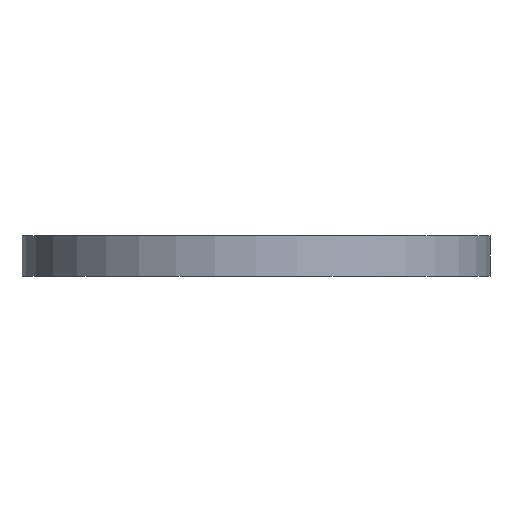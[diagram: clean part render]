
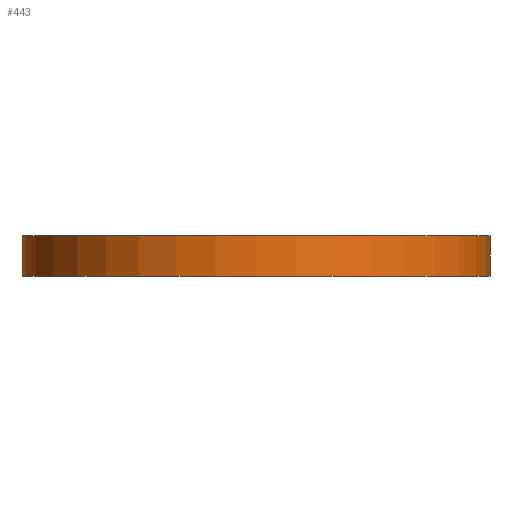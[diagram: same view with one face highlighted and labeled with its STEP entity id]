
A CAD part, front view. The second image highlights one B-rep face of the part: STEP entity #443.
In plain terms, the highlighted cylindrical face has radius 15 mm (diameter 30 mm), a full revolution.
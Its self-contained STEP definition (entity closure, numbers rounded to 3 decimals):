
#109=FACE_OUTER_BOUND('',#150,.T.);
#150=EDGE_LOOP('',(#397,#398,#399,#400));
#175=LINE('',#2409,#195);
#195=VECTOR('',#575,15.);
#201=CIRCLE('',#476,15.);
#206=CIRCLE('',#492,15.);
#219=VERTEX_POINT('',#1006);
#243=VERTEX_POINT('',#2408);
#261=EDGE_CURVE('',#219,#219,#201,.T.);
#296=EDGE_CURVE('',#219,#243,#175,.T.);
#297=EDGE_CURVE('',#243,#243,#206,.T.);
#397=ORIENTED_EDGE('',*,*,#261,.F.);
#398=ORIENTED_EDGE('',*,*,#296,.T.);
#399=ORIENTED_EDGE('',*,*,#297,.T.);
#400=ORIENTED_EDGE('',*,*,#296,.F.);
#415=CYLINDRICAL_SURFACE('',#491,15.);
#443=ADVANCED_FACE('',(#109),#415,.T.);
#476=AXIS2_PLACEMENT_3D('',#1007,#530,#531);
#491=AXIS2_PLACEMENT_3D('',#2407,#573,#574);
#492=AXIS2_PLACEMENT_3D('',#2410,#576,#577);
#530=DIRECTION('center_axis',(0.,0.,1.));
#531=DIRECTION('ref_axis',(1.,0.,0.));
#573=DIRECTION('center_axis',(0.,0.,1.));
#574=DIRECTION('ref_axis',(1.,0.,0.));
#575=DIRECTION('',(0.,0.,-1.));
#576=DIRECTION('center_axis',(0.,0.,1.));
#577=DIRECTION('ref_axis',(1.,0.,0.));
#1006=CARTESIAN_POINT('',(-15.,0.,2.6));
#1007=CARTESIAN_POINT('Origin',(0.,0.,2.6));
#2407=CARTESIAN_POINT('Origin',(0.,0.,0.));
#2408=CARTESIAN_POINT('',(-15.,0.,0.));
#2409=CARTESIAN_POINT('',(-15.,0.,0.));
#2410=CARTESIAN_POINT('Origin',(0.,0.,0.));
